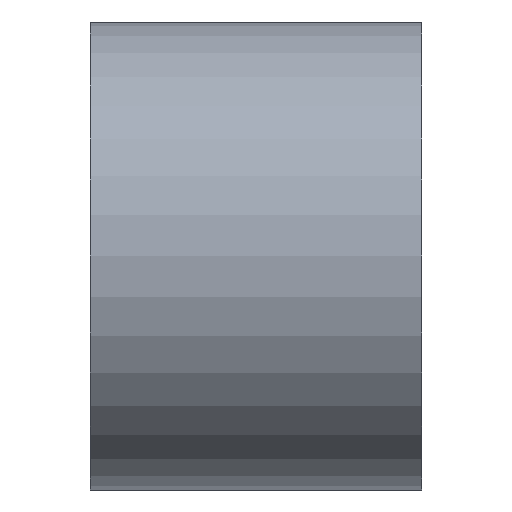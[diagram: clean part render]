
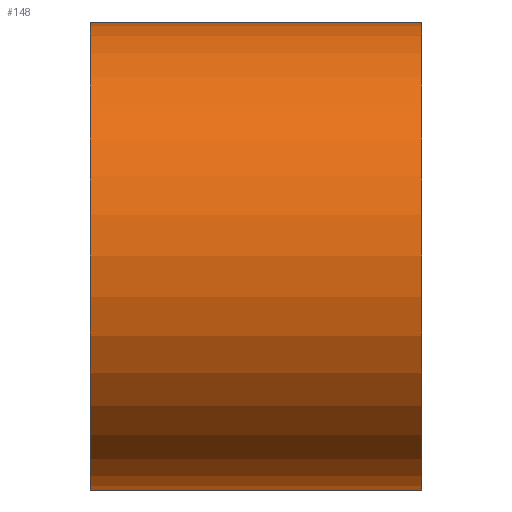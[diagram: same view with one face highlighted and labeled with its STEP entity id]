
A CAD part, left-side view. The second image highlights one B-rep face of the part: STEP entity #148.
In plain terms, the highlighted cylindrical face has radius 26.458 mm (diameter 52.917 mm), a partial arc.
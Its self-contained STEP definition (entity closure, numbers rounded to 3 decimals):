
#7 = EDGE_CURVE ( 'NONE', #189, #219, #277, .T. ) ;
#12 = EDGE_CURVE ( 'NONE', #290, #189, #377, .T. ) ;
#27 = ORIENTED_EDGE ( 'NONE', *, *, #7, .F. ) ;
#49 = CARTESIAN_POINT ( 'NONE',  ( -158.75, 37.5, 26.458 ) ) ;
#67 = LINE ( 'NONE', #123, #106 ) ;
#75 = CIRCLE ( 'NONE', #293, 26.458 ) ;
#80 = EDGE_CURVE ( 'NONE', #290, #154, #67, .T. ) ;
#89 = CARTESIAN_POINT ( 'NONE',  ( -158.75, 37.5, 26.458 ) ) ;
#90 = ORIENTED_EDGE ( 'NONE', *, *, #12, .F. ) ;
#93 = ORIENTED_EDGE ( 'NONE', *, *, #80, .T. ) ;
#95 = AXIS2_PLACEMENT_3D ( 'NONE', #345, #236, #289 ) ;
#103 = EDGE_LOOP ( 'NONE', ( #278, #27, #90, #93 ) ) ;
#106 = VECTOR ( 'NONE', #383, 1000. ) ;
#114 = AXIS2_PLACEMENT_3D ( 'NONE', #357, #306, #187 ) ;
#116 = CARTESIAN_POINT ( 'NONE',  ( -158.75, 0., 26.458 ) ) ;
#123 = CARTESIAN_POINT ( 'NONE',  ( -158.75, 37.5, -26.458 ) ) ;
#127 = CARTESIAN_POINT ( 'NONE',  ( -158.75, 37.5, -26.458 ) ) ;
#129 = DIRECTION ( 'NONE',  ( 0., -1., 0. ) ) ;
#148 = ADVANCED_FACE ( 'NONE', ( #347 ), #374, .T. ) ;
#154 = VERTEX_POINT ( 'NONE', #296 ) ;
#172 = CARTESIAN_POINT ( 'NONE',  ( -158.75, 0., 0. ) ) ;
#174 = DIRECTION ( 'NONE',  ( 0., 1., 0. ) ) ;
#187 = DIRECTION ( 'NONE',  ( 0., 0., 1. ) ) ;
#189 = VERTEX_POINT ( 'NONE', #49 ) ;
#219 = VERTEX_POINT ( 'NONE', #116 ) ;
#231 = EDGE_CURVE ( 'NONE', #154, #219, #75, .T. ) ;
#236 = DIRECTION ( 'NONE',  ( 0., -1., 0. ) ) ;
#263 = DIRECTION ( 'NONE',  ( 0., 0., 1. ) ) ;
#277 = LINE ( 'NONE', #89, #341 ) ;
#278 = ORIENTED_EDGE ( 'NONE', *, *, #231, .T. ) ;
#289 = DIRECTION ( 'NONE',  ( 0., 0., -1. ) ) ;
#290 = VERTEX_POINT ( 'NONE', #127 ) ;
#293 = AXIS2_PLACEMENT_3D ( 'NONE', #172, #174, #263 ) ;
#296 = CARTESIAN_POINT ( 'NONE',  ( -158.75, 0., -26.458 ) ) ;
#306 = DIRECTION ( 'NONE',  ( 0., 1., 0. ) ) ;
#341 = VECTOR ( 'NONE', #129, 1000. ) ;
#345 = CARTESIAN_POINT ( 'NONE',  ( -158.75, 37.5, 0. ) ) ;
#347 = FACE_OUTER_BOUND ( 'NONE', #103, .T. ) ;
#357 = CARTESIAN_POINT ( 'NONE',  ( -158.75, 37.5, 0. ) ) ;
#374 = CYLINDRICAL_SURFACE ( 'NONE', #95, 26.458 ) ;
#377 = CIRCLE ( 'NONE', #114, 26.458 ) ;
#383 = DIRECTION ( 'NONE',  ( 0., -1., 0. ) ) ;
